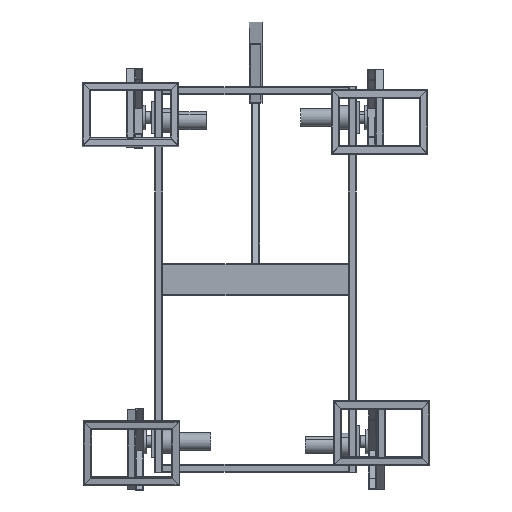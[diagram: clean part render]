
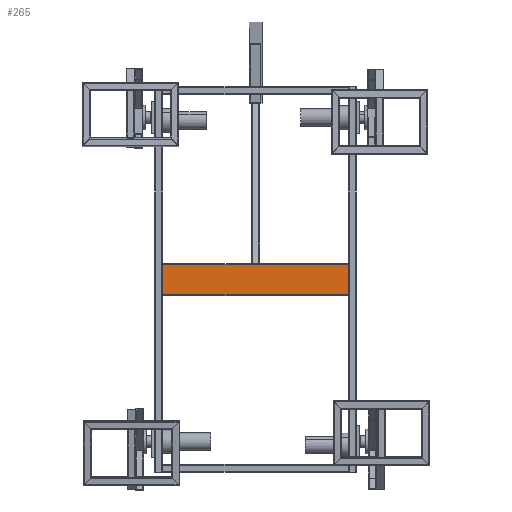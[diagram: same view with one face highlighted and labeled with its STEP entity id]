
A CAD part, front view. The second image highlights one B-rep face of the part: STEP entity #265.
In plain terms, the highlighted planar face has unit normal (0, -1, 0).
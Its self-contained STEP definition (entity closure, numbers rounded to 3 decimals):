
#265 = ADVANCED_FACE ( 'NONE', ( #2830 ), #6679, .F. ) ;
#634 = VERTEX_POINT ( 'NONE', #6171 ) ;
#821 = LINE ( 'NONE', #8664, #6585 ) ;
#1242 = LINE ( 'NONE', #10895, #11136 ) ;
#1471 = VERTEX_POINT ( 'NONE', #6781 ) ;
#2416 = CARTESIAN_POINT ( 'NONE',  ( 25., -6.25, 314. ) ) ;
#2570 = VERTEX_POINT ( 'NONE', #3834 ) ;
#2574 = EDGE_CURVE ( 'NONE', #11380, #2570, #9699, .T. ) ;
#2830 = FACE_OUTER_BOUND ( 'NONE', #10490, .T. ) ;
#3135 = DIRECTION ( 'NONE',  ( 0., 1., 0. ) ) ;
#3424 = VECTOR ( 'NONE', #5639, 1000. ) ;
#3834 = CARTESIAN_POINT ( 'NONE',  ( -25., -6.25, 0. ) ) ;
#4485 = AXIS2_PLACEMENT_3D ( 'NONE', #7575, #3135, #4928 ) ;
#4705 = DIRECTION ( 'NONE',  ( 1., 0., 0. ) ) ;
#4928 = DIRECTION ( 'NONE',  ( 0., 0., 1. ) ) ;
#4973 = EDGE_CURVE ( 'NONE', #1471, #634, #6026, .T. ) ;
#5639 = DIRECTION ( 'NONE',  ( 0., 0., -1. ) ) ;
#6026 = LINE ( 'NONE', #2416, #10079 ) ;
#6171 = CARTESIAN_POINT ( 'NONE',  ( 25., -6.25, 0. ) ) ;
#6368 = EDGE_CURVE ( 'NONE', #11380, #1471, #1242, .T. ) ;
#6513 = ORIENTED_EDGE ( 'NONE', *, *, #10552, .T. ) ;
#6585 = VECTOR ( 'NONE', #11442, 1000. ) ;
#6679 = PLANE ( 'NONE',  #4485 ) ;
#6781 = CARTESIAN_POINT ( 'NONE',  ( 25., -6.25, 314. ) ) ;
#7575 = CARTESIAN_POINT ( 'NONE',  ( -25., -6.25, 314. ) ) ;
#8142 = ORIENTED_EDGE ( 'NONE', *, *, #2574, .T. ) ;
#8327 = CARTESIAN_POINT ( 'NONE',  ( -25., -6.25, 314. ) ) ;
#8664 = CARTESIAN_POINT ( 'NONE',  ( -25., -6.25, 0. ) ) ;
#9258 = ORIENTED_EDGE ( 'NONE', *, *, #4973, .F. ) ;
#9699 = LINE ( 'NONE', #8327, #3424 ) ;
#10079 = VECTOR ( 'NONE', #10487, 1000. ) ;
#10487 = DIRECTION ( 'NONE',  ( 0., 0., -1. ) ) ;
#10490 = EDGE_LOOP ( 'NONE', ( #6513, #9258, #10957, #8142 ) ) ;
#10552 = EDGE_CURVE ( 'NONE', #2570, #634, #821, .T. ) ;
#10895 = CARTESIAN_POINT ( 'NONE',  ( -25., -6.25, 314. ) ) ;
#10957 = ORIENTED_EDGE ( 'NONE', *, *, #6368, .F. ) ;
#11136 = VECTOR ( 'NONE', #4705, 1000. ) ;
#11380 = VERTEX_POINT ( 'NONE', #11429 ) ;
#11429 = CARTESIAN_POINT ( 'NONE',  ( -25., -6.25, 314. ) ) ;
#11442 = DIRECTION ( 'NONE',  ( 1., 0., 0. ) ) ;
